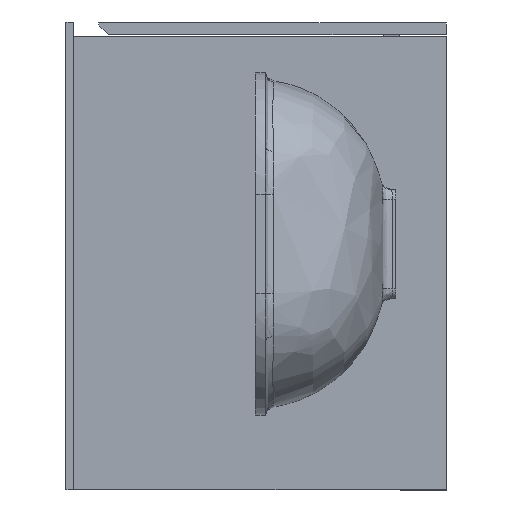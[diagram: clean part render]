
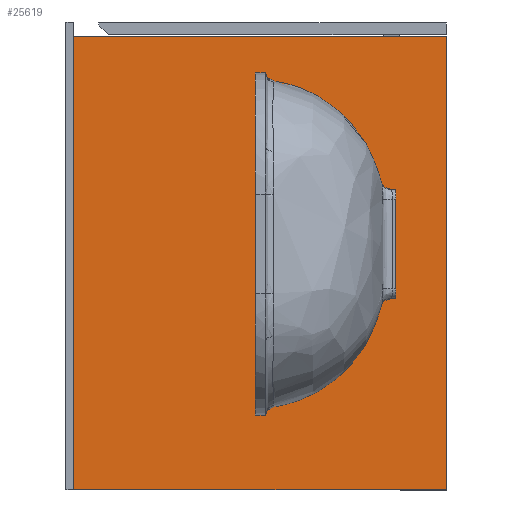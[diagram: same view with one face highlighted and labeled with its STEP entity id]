
A CAD part, left-side view. The second image highlights one B-rep face of the part: STEP entity #25619.
In plain terms, the highlighted planar face has unit normal (-1, 0, 0).
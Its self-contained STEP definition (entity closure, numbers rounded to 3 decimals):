
#1402 = EDGE_LOOP ( 'NONE', ( #11247, #9447, #3945, #12519 ) ) ;
#2329 = DIRECTION ( 'NONE',  ( 0., 0., -1. ) ) ;
#2682 = VERTEX_POINT ( 'NONE', #13300 ) ;
#3945 = ORIENTED_EDGE ( 'NONE', *, *, #17676, .T. ) ;
#4042 = VERTEX_POINT ( 'NONE', #4262 ) ;
#4262 = CARTESIAN_POINT ( 'NONE',  ( 2., 0., -470. ) ) ;
#4631 = PLANE ( 'NONE',  #14992 ) ;
#4838 = CARTESIAN_POINT ( 'NONE',  ( 2., 374., -470. ) ) ;
#6076 = CARTESIAN_POINT ( 'NONE',  ( 2., 374., -470. ) ) ;
#6699 = EDGE_CURVE ( 'NONE', #20436, #2682, #27080, .T. ) ;
#8135 = LINE ( 'NONE', #17508, #13386 ) ;
#8664 = DIRECTION ( 'NONE',  ( 0., -1., 0. ) ) ;
#9447 = ORIENTED_EDGE ( 'NONE', *, *, #16248, .T. ) ;
#10543 = LINE ( 'NONE', #19908, #22663 ) ;
#11247 = ORIENTED_EDGE ( 'NONE', *, *, #6699, .F. ) ;
#11349 = CARTESIAN_POINT ( 'NONE',  ( 2., 0., -15. ) ) ;
#12519 = ORIENTED_EDGE ( 'NONE', *, *, #30116, .F. ) ;
#13300 = CARTESIAN_POINT ( 'NONE',  ( 2., 374., -15. ) ) ;
#13386 = VECTOR ( 'NONE', #26843, 1000. ) ;
#14011 = CARTESIAN_POINT ( 'NONE',  ( 2., 829.397, -470. ) ) ;
#14992 = AXIS2_PLACEMENT_3D ( 'NONE', #14011, #23349, #2329 ) ;
#15249 = VERTEX_POINT ( 'NONE', #11349 ) ;
#15434 = DIRECTION ( 'NONE',  ( 0., 0., 1. ) ) ;
#16248 = EDGE_CURVE ( 'NONE', #20436, #4042, #10543, .T. ) ;
#17508 = CARTESIAN_POINT ( 'NONE',  ( 2., 0., -470. ) ) ;
#17676 = EDGE_CURVE ( 'NONE', #4042, #15249, #8135, .T. ) ;
#19897 = VECTOR ( 'NONE', #8664, 1000. ) ;
#19908 = CARTESIAN_POINT ( 'NONE',  ( 2., 829.397, -470. ) ) ;
#20254 = VECTOR ( 'NONE', #15434, 1000. ) ;
#20338 = LINE ( 'NONE', #29686, #19897 ) ;
#20436 = VERTEX_POINT ( 'NONE', #4838 ) ;
#22663 = VECTOR ( 'NONE', #29254, 1000. ) ;
#23349 = DIRECTION ( 'NONE',  ( 1., 0., 0. ) ) ;
#25619 = ADVANCED_FACE ( 'NONE', ( #25641 ), #4631, .F. ) ;
#25641 = FACE_OUTER_BOUND ( 'NONE', #1402, .T. ) ;
#26843 = DIRECTION ( 'NONE',  ( 0., 0., 1. ) ) ;
#27080 = LINE ( 'NONE', #6076, #20254 ) ;
#29254 = DIRECTION ( 'NONE',  ( 0., -1., 0. ) ) ;
#29686 = CARTESIAN_POINT ( 'NONE',  ( 2., 829.397, -15. ) ) ;
#30116 = EDGE_CURVE ( 'NONE', #2682, #15249, #20338, .T. ) ;
